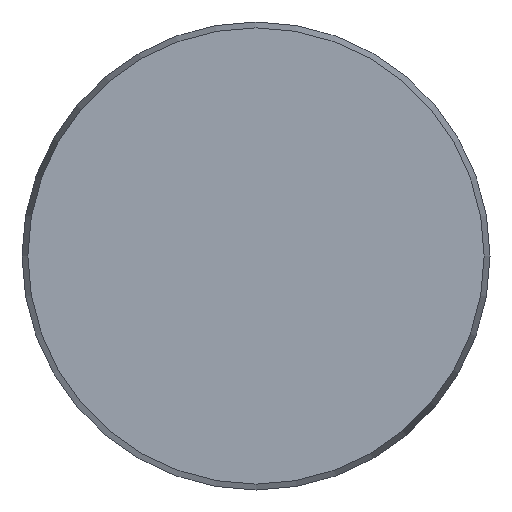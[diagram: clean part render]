
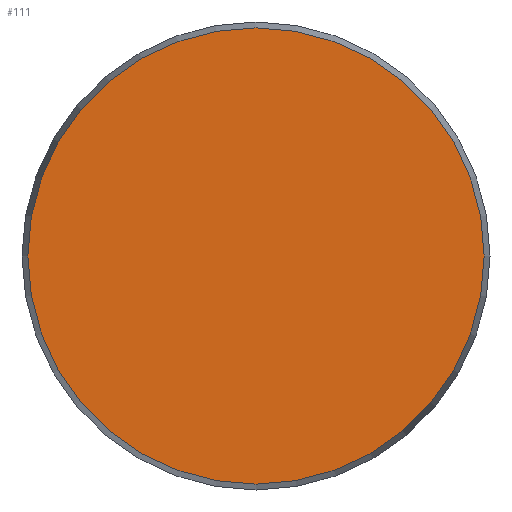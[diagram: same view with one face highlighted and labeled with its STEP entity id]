
A CAD part, front view. The second image highlights one B-rep face of the part: STEP entity #111.
In plain terms, the highlighted planar face has unit normal (0, -1, 0).
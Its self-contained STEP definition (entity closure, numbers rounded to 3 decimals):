
#111 = ADVANCED_FACE( '', ( #234 ), #235, .F. );
#234 = FACE_OUTER_BOUND( '', #433, .T. );
#235 = PLANE( '', #434 );
#433 = EDGE_LOOP( '', ( #655 ) );
#434 = AXIS2_PLACEMENT_3D( '', #656, #657, #658 );
#655 = ORIENTED_EDGE( '', *, *, #773, .T. );
#656 = CARTESIAN_POINT( '', ( 58.5, 0., 0. ) );
#657 = DIRECTION( '', ( 0., 1., 0. ) );
#658 = DIRECTION( '', ( 0., 0., 1. ) );
#773 = EDGE_CURVE( '', #891, #891, #892, .T. );
#891 = VERTEX_POINT( '', #1094 );
#892 = CIRCLE( '', #1095, 58.5 );
#1094 = CARTESIAN_POINT( '', ( 0., 0., -58.5 ) );
#1095 = AXIS2_PLACEMENT_3D( '', #1325, #1326, #1327 );
#1325 = CARTESIAN_POINT( '', ( 0., 0., 0. ) );
#1326 = DIRECTION( '', ( 0., -1., 0. ) );
#1327 = DIRECTION( '', ( 0., 0., -1. ) );
